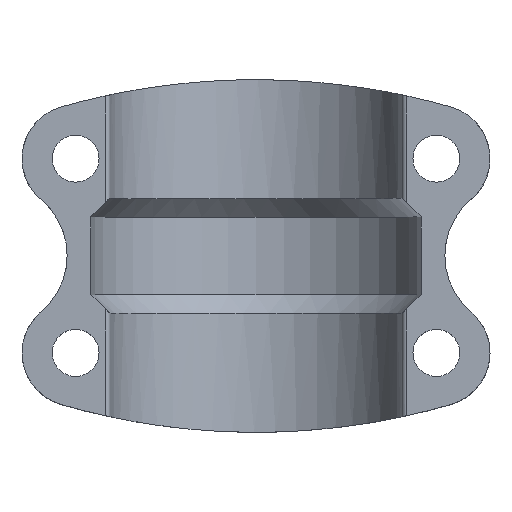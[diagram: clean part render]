
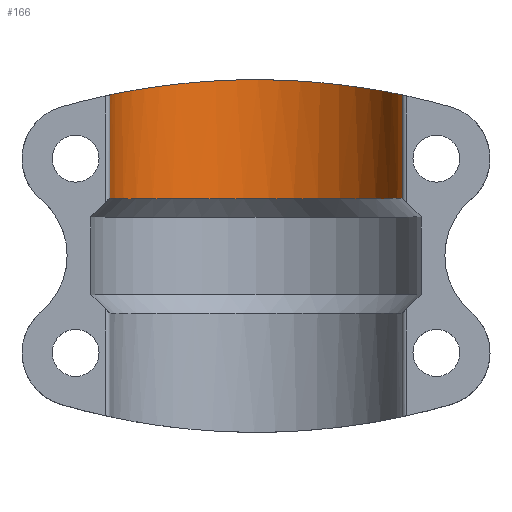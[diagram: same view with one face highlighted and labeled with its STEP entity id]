
A CAD part, top view. The second image highlights one B-rep face of the part: STEP entity #166.
In plain terms, the highlighted cylindrical face has radius 15.875 mm (diameter 31.75 mm), a partial arc.
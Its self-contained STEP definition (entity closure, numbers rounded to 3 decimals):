
#63 = B_SPLINE_CURVE_WITH_KNOTS ( 'NONE', 3,
 ( #665, #651, #928, #2074, #2075, #2076, #2077, #2078, #2079, #2080, #2081, #2082, #2083, #2084, #2085, #2086, #2087, #2088, #2089, #2090, #2091, #2092, #2093, #2094, #2095, #2096, #2097, #2098, #2099, #2100, #2101, #2102, #2103, #2104, #2105, #2106, #2107, #2108, #2109, #2110, #2111, #2112, #2113, #2114, #2115, #2116, #2117, #2118, #2119, #2120 ),
 .UNSPECIFIED., .F., .F.,
 ( 4, 2, 2, 2, 2, 2, 2, 2, 2, 2, 2, 2, 2, 2, 2, 2, 2, 2, 2, 2, 2, 2, 2, 2, 4 ),
 ( 0., 0.003, 0.004, 0.006, 0.009, 0.01, 0.012, 0.015, 0.016, 0.017, 0.02, 0.022, 0.023, 0.026, 0.028, 0.029, 0.031, 0.032, 0.035, 0.036, 0.038, 0.041, 0.042, 0.044, 0.047 ),
 .UNSPECIFIED. ) ;
#166 = ADVANCED_FACE ( 'NONE', ( #1600 ), #1605, .F. ) ;
#296 = CARTESIAN_POINT ( 'NONE',  ( 50.846, -45., 17.78 ) ) ;
#304 = DIRECTION ( 'NONE',  ( 0., 1., 0. ) ) ;
#313 = CARTESIAN_POINT ( 'NONE',  ( 19.258, -45., 17.78 ) ) ;
#314 = DIRECTION ( 'NONE',  ( 0., 1., 0. ) ) ;
#317 = CARTESIAN_POINT ( 'NONE',  ( 35.052, -14.12, 19.38 ) ) ;
#318 = DIRECTION ( 'NONE',  ( 0., -1., 0. ) ) ;
#319 = DIRECTION ( 'NONE',  ( 0., 0., 1. ) ) ;
#535 = CARTESIAN_POINT ( 'NONE',  ( 19.258, -14.12, 17.78 ) ) ;
#622 = CARTESIAN_POINT ( 'NONE',  ( 50.846, -14.12, 17.78 ) ) ;
#632 = CARTESIAN_POINT ( 'NONE',  ( 19.258, -2.929, 17.78 ) ) ;
#651 = CARTESIAN_POINT ( 'NONE',  ( 50.747, -2.908, 16.801 ) ) ;
#665 = CARTESIAN_POINT ( 'NONE',  ( 50.846, -2.929, 17.78 ) ) ;
#724 = CARTESIAN_POINT ( 'NONE',  ( 50.846, -2.929, 17.78 ) ) ;
#928 = CARTESIAN_POINT ( 'NONE',  ( 50.559, -2.868, 15.848 ) ) ;
#969 = CARTESIAN_POINT ( 'NONE',  ( 35.052, -45., 19.38 ) ) ;
#974 = DIRECTION ( 'NONE',  ( 0., 0., 1. ) ) ;
#1051 = DIRECTION ( 'NONE',  ( 0., 1., 0. ) ) ;
#1226 = ORIENTED_EDGE ( 'NONE', *, *, #2033, .T. ) ;
#1281 = ORIENTED_EDGE ( 'NONE', *, *, #1934, .T. ) ;
#1283 = ORIENTED_EDGE ( 'NONE', *, *, #2032, .F. ) ;
#1298 = ORIENTED_EDGE ( 'NONE', *, *, #2030, .T. ) ;
#1484 = EDGE_LOOP ( 'NONE', ( #1283, #1226, #1298, #1281 ) ) ;
#1529 = VERTEX_POINT ( 'NONE', #632 ) ;
#1551 = VERTEX_POINT ( 'NONE', #535 ) ;
#1564 = VERTEX_POINT ( 'NONE', #622 ) ;
#1577 = VERTEX_POINT ( 'NONE', #724 ) ;
#1600 = FACE_OUTER_BOUND ( 'NONE', #1484, .T. ) ;
#1605 = CYLINDRICAL_SURFACE ( 'NONE', #1899, 15.875 ) ;
#1776 = CIRCLE ( 'NONE', #1839, 15.875 ) ;
#1779 = LINE ( 'NONE', #296, #1781 ) ;
#1780 = VECTOR ( 'NONE', #314, 1000. ) ;
#1781 = VECTOR ( 'NONE', #304, 1000. ) ;
#1782 = LINE ( 'NONE', #313, #1780 ) ;
#1839 = AXIS2_PLACEMENT_3D ( 'NONE', #317, #318, #319 ) ;
#1899 = AXIS2_PLACEMENT_3D ( 'NONE', #969, #1051, #974 ) ;
#1934 = EDGE_CURVE ( 'NONE', #1577, #1529, #63, .T. ) ;
#2030 = EDGE_CURVE ( 'NONE', #1564, #1577, #1779, .T. ) ;
#2032 = EDGE_CURVE ( 'NONE', #1551, #1529, #1782, .T. ) ;
#2033 = EDGE_CURVE ( 'NONE', #1551, #1564, #1776, .T. ) ;
#2074 = CARTESIAN_POINT ( 'NONE',  ( 50.151, -2.785, 14.453 ) ) ;
#2075 = CARTESIAN_POINT ( 'NONE',  ( 49.993, -2.753, 13.995 ) ) ;
#2076 = CARTESIAN_POINT ( 'NONE',  ( 49.635, -2.682, 13.089 ) ) ;
#2077 = CARTESIAN_POINT ( 'NONE',  ( 49.434, -2.643, 12.641 ) ) ;
#2078 = CARTESIAN_POINT ( 'NONE',  ( 48.772, -2.517, 11.335 ) ) ;
#2079 = CARTESIAN_POINT ( 'NONE',  ( 48.258, -2.424, 10.517 ) ) ;
#2080 = CARTESIAN_POINT ( 'NONE',  ( 47.378, -2.276, 9.364 ) ) ;
#2081 = CARTESIAN_POINT ( 'NONE',  ( 47.067, -2.225, 8.993 ) ) ;
#2082 = CARTESIAN_POINT ( 'NONE',  ( 46.407, -2.122, 8.275 ) ) ;
#2083 = CARTESIAN_POINT ( 'NONE',  ( 46.059, -2.07, 7.93 ) ) ;
#2084 = CARTESIAN_POINT ( 'NONE',  ( 44.98, -1.918, 6.955 ) ) ;
#2085 = CARTESIAN_POINT ( 'NONE',  ( 44.208, -1.819, 6.375 ) ) ;
#2086 = CARTESIAN_POINT ( 'NONE',  ( 42.97, -1.683, 5.613 ) ) ;
#2087 = CARTESIAN_POINT ( 'NONE',  ( 42.544, -1.639, 5.376 ) ) ;
#2088 = CARTESIAN_POINT ( 'NONE',  ( 41.666, -1.557, 4.94 ) ) ;
#2089 = CARTESIAN_POINT ( 'NONE',  ( 41.22, -1.519, 4.745 ) ) ;
#2090 = CARTESIAN_POINT ( 'NONE',  ( 39.863, -1.417, 4.221 ) ) ;
#2091 = CARTESIAN_POINT ( 'NONE',  ( 38.931, -1.363, 3.956 ) ) ;
#2092 = CARTESIAN_POINT ( 'NONE',  ( 37.494, -1.308, 3.687 ) ) ;
#2093 = CARTESIAN_POINT ( 'NONE',  ( 37.005, -1.294, 3.618 ) ) ;
#2094 = CARTESIAN_POINT ( 'NONE',  ( 36.03, -1.275, 3.528 ) ) ;
#2095 = CARTESIAN_POINT ( 'NONE',  ( 35.544, -1.27, 3.505 ) ) ;
#2096 = CARTESIAN_POINT ( 'NONE',  ( 34.087, -1.27, 3.505 ) ) ;
#2097 = CARTESIAN_POINT ( 'NONE',  ( 33.12, -1.288, 3.593 ) ) ;
#2098 = CARTESIAN_POINT ( 'NONE',  ( 31.676, -1.344, 3.861 ) ) ;
#2099 = CARTESIAN_POINT ( 'NONE',  ( 31.196, -1.366, 3.973 ) ) ;
#2100 = CARTESIAN_POINT ( 'NONE',  ( 30.259, -1.42, 4.238 ) ) ;
#2101 = CARTESIAN_POINT ( 'NONE',  ( 29.799, -1.45, 4.392 ) ) ;
#2102 = CARTESIAN_POINT ( 'NONE',  ( 28.895, -1.518, 4.74 ) ) ;
#2103 = CARTESIAN_POINT ( 'NONE',  ( 28.452, -1.556, 4.934 ) ) ;
#2104 = CARTESIAN_POINT ( 'NONE',  ( 27.582, -1.637, 5.364 ) ) ;
#2105 = CARTESIAN_POINT ( 'NONE',  ( 27.153, -1.68, 5.601 ) ) ;
#2106 = CARTESIAN_POINT ( 'NONE',  ( 25.904, -1.818, 6.369 ) ) ;
#2107 = CARTESIAN_POINT ( 'NONE',  ( 25.13, -1.917, 6.95 ) ) ;
#2108 = CARTESIAN_POINT ( 'NONE',  ( 24.055, -2.069, 7.921 ) ) ;
#2109 = CARTESIAN_POINT ( 'NONE',  ( 23.711, -2.12, 8.261 ) ) ;
#2110 = CARTESIAN_POINT ( 'NONE',  ( 23.052, -2.223, 8.976 ) ) ;
#2111 = CARTESIAN_POINT ( 'NONE',  ( 22.736, -2.274, 9.352 ) ) ;
#2112 = CARTESIAN_POINT ( 'NONE',  ( 21.85, -2.423, 10.51 ) ) ;
#2113 = CARTESIAN_POINT ( 'NONE',  ( 21.336, -2.517, 11.328 ) ) ;
#2114 = CARTESIAN_POINT ( 'NONE',  ( 20.679, -2.641, 12.623 ) ) ;
#2115 = CARTESIAN_POINT ( 'NONE',  ( 20.479, -2.68, 13.066 ) ) ;
#2116 = CARTESIAN_POINT ( 'NONE',  ( 20.117, -2.752, 13.975 ) ) ;
#2117 = CARTESIAN_POINT ( 'NONE',  ( 19.957, -2.784, 14.44 ) ) ;
#2118 = CARTESIAN_POINT ( 'NONE',  ( 19.545, -2.868, 15.844 ) ) ;
#2119 = CARTESIAN_POINT ( 'NONE',  ( 19.357, -2.908, 16.801 ) ) ;
#2120 = CARTESIAN_POINT ( 'NONE',  ( 19.258, -2.929, 17.78 ) ) ;
